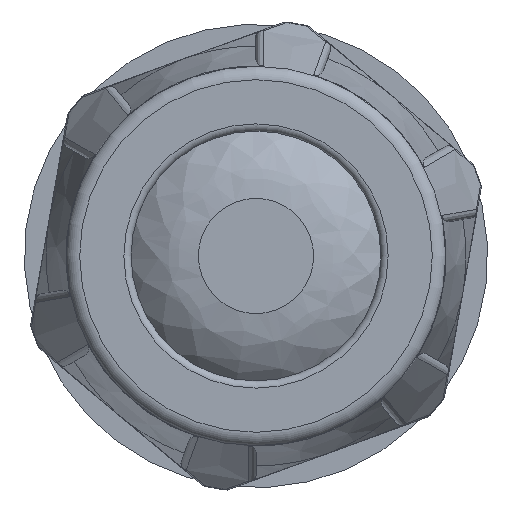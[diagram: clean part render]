
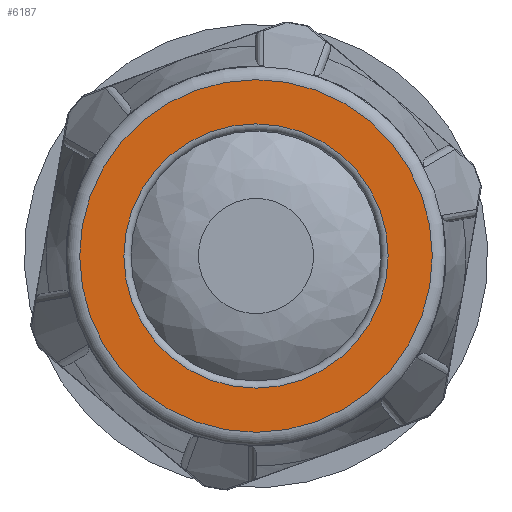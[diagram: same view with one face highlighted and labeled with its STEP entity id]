
A CAD part, left-side view. The second image highlights one B-rep face of the part: STEP entity #6187.
In plain terms, the highlighted planar face has unit normal (-1, 0, 0).
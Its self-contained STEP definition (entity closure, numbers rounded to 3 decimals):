
#327=FACE_BOUND('',#1957,.T.);
#1207=PLANE('',#6932);
#1558=FACE_OUTER_BOUND('',#1956,.T.);
#1956=EDGE_LOOP('',(#5769));
#1957=EDGE_LOOP('',(#5770));
#2360=CIRCLE('',#6931,9.125);
#2361=CIRCLE('',#6933,12.174);
#3127=VERTEX_POINT('',#15634);
#3128=VERTEX_POINT('',#15637);
#4014=EDGE_CURVE('',#3127,#3127,#2360,.T.);
#4015=EDGE_CURVE('',#3128,#3128,#2361,.T.);
#5769=ORIENTED_EDGE('',*,*,#4015,.F.);
#5770=ORIENTED_EDGE('',*,*,#4014,.T.);
#6187=ADVANCED_FACE('',(#1558,#327),#1207,.T.);
#6931=AXIS2_PLACEMENT_3D('',#15635,#8629,#8630);
#6932=AXIS2_PLACEMENT_3D('',#15636,#8631,#8632);
#6933=AXIS2_PLACEMENT_3D('',#15638,#8633,#8634);
#8629=DIRECTION('center_axis',(1.,0.,0.));
#8630=DIRECTION('ref_axis',(0.,0.,-1.));
#8631=DIRECTION('center_axis',(-1.,0.,0.));
#8632=DIRECTION('ref_axis',(0.,0.,1.));
#8633=DIRECTION('center_axis',(1.,0.,0.));
#8634=DIRECTION('ref_axis',(0.,0.,-1.));
#15634=CARTESIAN_POINT('',(-26.06,9.125,0.));
#15635=CARTESIAN_POINT('Origin',(-26.06,0.,0.));
#15636=CARTESIAN_POINT('Origin',(-26.06,12.174,0.));
#15637=CARTESIAN_POINT('',(-26.06,12.174,0.));
#15638=CARTESIAN_POINT('Origin',(-26.06,0.,0.));
